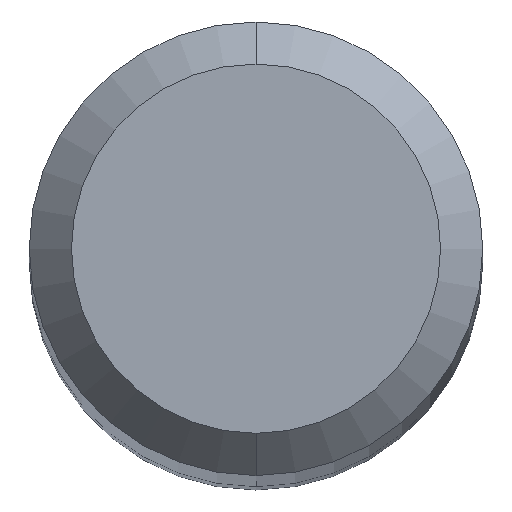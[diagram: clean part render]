
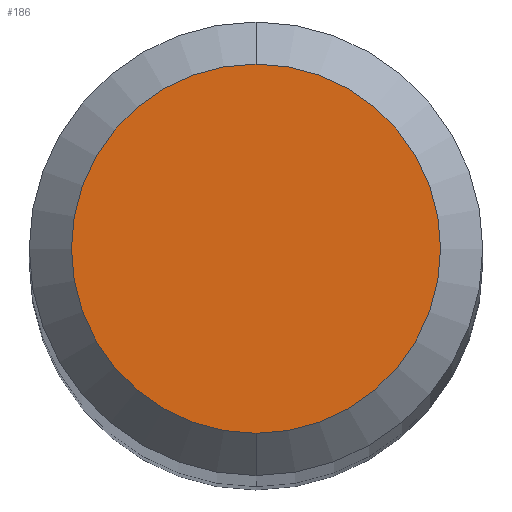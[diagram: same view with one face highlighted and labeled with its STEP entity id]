
A CAD part, top view. The second image highlights one B-rep face of the part: STEP entity #186.
In plain terms, the highlighted planar face has unit normal (0, 0, 1).
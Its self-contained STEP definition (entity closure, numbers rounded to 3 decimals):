
#1 = DIRECTION ( 'NONE',  ( 0., 1., 0. ) ) ;
#4 = CARTESIAN_POINT ( 'NONE',  ( 0., 0., 40. ) ) ;
#11 = CARTESIAN_POINT ( 'NONE',  ( 0., -0.875, 40. ) ) ;
#15 = CIRCLE ( 'NONE', #288, 0.875 ) ;
#20 = VERTEX_POINT ( 'NONE', #184 ) ;
#26 = DIRECTION ( 'NONE',  ( 0., 0., -1. ) ) ;
#28 = DIRECTION ( 'NONE',  ( 0., 1., 0. ) ) ;
#29 = DIRECTION ( 'NONE',  ( 0., 0., -1. ) ) ;
#34 = EDGE_CURVE ( 'NONE', #20, #249, #15, .T. ) ;
#49 = DIRECTION ( 'NONE',  ( 0., 0., -1. ) ) ;
#55 = AXIS2_PLACEMENT_3D ( 'NONE', #4, #49, #1 ) ;
#102 = DIRECTION ( 'NONE',  ( 0., 1., 0. ) ) ;
#130 = EDGE_CURVE ( 'NONE', #249, #20, #244, .T. ) ;
#184 = CARTESIAN_POINT ( 'NONE',  ( 0., 0.875, 40. ) ) ;
#185 = PLANE ( 'NONE',  #55 ) ;
#186 = ADVANCED_FACE ( 'NONE', ( #261 ), #185, .F. ) ;
#240 = ORIENTED_EDGE ( 'NONE', *, *, #130, .F. ) ;
#243 = EDGE_LOOP ( 'NONE', ( #257, #240 ) ) ;
#244 = CIRCLE ( 'NONE', #326, 0.875 ) ;
#249 = VERTEX_POINT ( 'NONE', #11 ) ;
#257 = ORIENTED_EDGE ( 'NONE', *, *, #34, .F. ) ;
#261 = FACE_OUTER_BOUND ( 'NONE', #243, .T. ) ;
#288 = AXIS2_PLACEMENT_3D ( 'NONE', #289, #26, #28 ) ;
#289 = CARTESIAN_POINT ( 'NONE',  ( 0., 0., 40. ) ) ;
#292 = CARTESIAN_POINT ( 'NONE',  ( 0., 0., 40. ) ) ;
#326 = AXIS2_PLACEMENT_3D ( 'NONE', #292, #29, #102 ) ;
